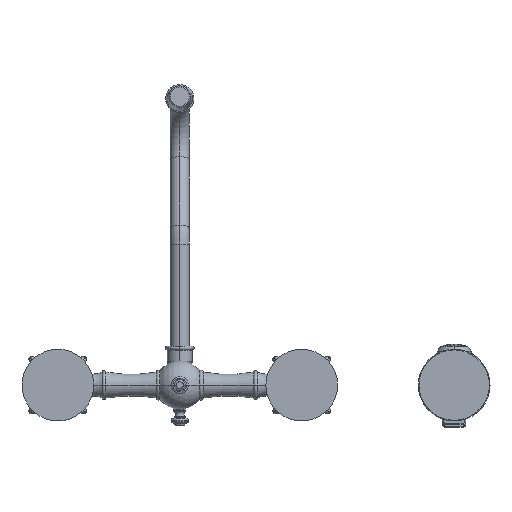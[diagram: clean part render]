
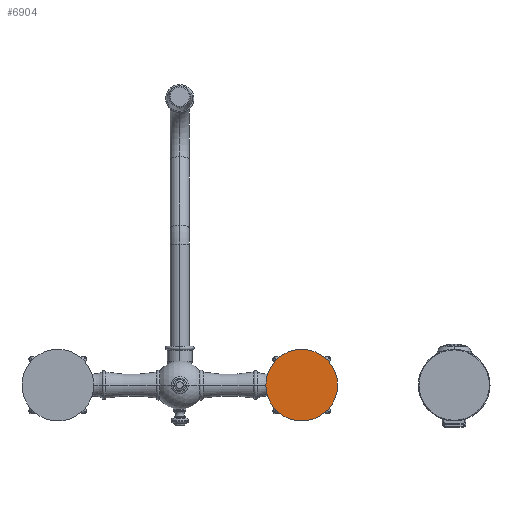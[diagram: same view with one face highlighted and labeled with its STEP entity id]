
A CAD part, front view. The second image highlights one B-rep face of the part: STEP entity #6904.
In plain terms, the highlighted planar face has unit normal (0, -1, 0).
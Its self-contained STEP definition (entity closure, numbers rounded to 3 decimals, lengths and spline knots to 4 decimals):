
#3082=CARTESIAN_POINT('',(4.,-2.557,0.));
#3083=DIRECTION('',(0.,-1.,0.));
#3084=DIRECTION('',(1.,0.,0.));
#3085=AXIS2_PLACEMENT_3D('',#3082,#3083,#3084);
#3104=CARTESIAN_POINT('',(4.,-2.557,0.));
#3105=DIRECTION('',(0.,1.,0.));
#3106=DIRECTION('',(1.,0.,0.));
#3107=AXIS2_PLACEMENT_3D('',#3104,#3105,#3106);
#3740=CARTESIAN_POINT('',(5.175,-2.557,0.));
#3742=VERTEX_POINT('',#3740);
#3754=CARTESIAN_POINT('',(2.825,-2.557,0.));
#3756=VERTEX_POINT('',#3754);
#6895=CARTESIAN_POINT('',(4.,-2.557,0.));
#6896=DIRECTION('',(0.,-1.,0.));
#6897=DIRECTION('',(-1.,0.,0.));
#6898=AXIS2_PLACEMENT_3D('',#6895,#6896,#6897);
#6899=PLANE('',#6898);
#6900=ORIENTED_EDGE('',*,*,#6850,.F.);
#6901=ORIENTED_EDGE('',*,*,#6878,.T.);
#6902=EDGE_LOOP('',(#6900,#6901));
#6903=FACE_OUTER_BOUND('',#6902,.F.);
#3086=CIRCLE('',#3085,1.175);
#3108=CIRCLE('',#3107,1.175);
#6850=EDGE_CURVE('',#3742,#3756,#3086,.T.);
#6878=EDGE_CURVE('',#3742,#3756,#3108,.T.);
#6904=ADVANCED_FACE('',(#6903),#6899,.T.);
